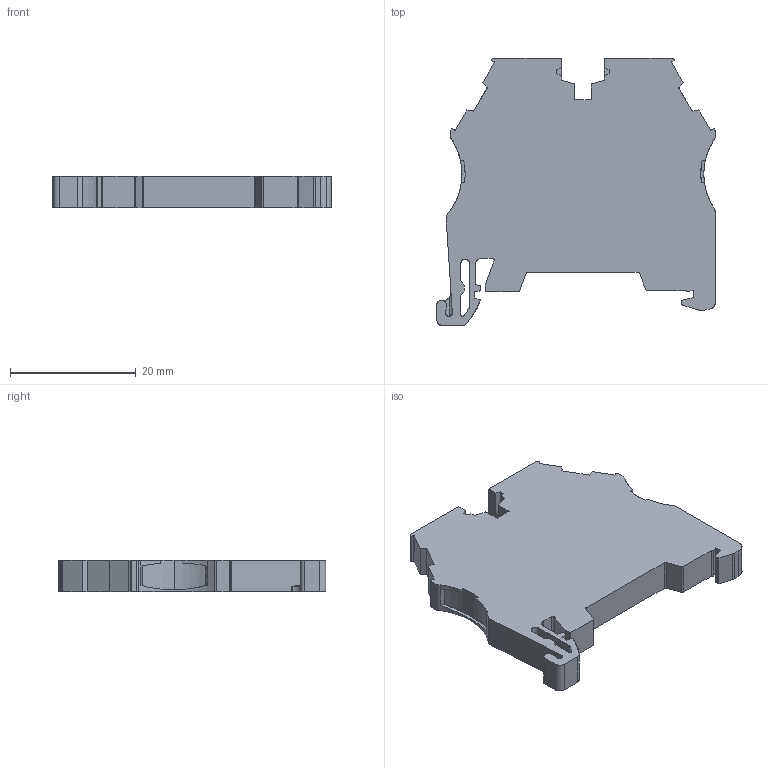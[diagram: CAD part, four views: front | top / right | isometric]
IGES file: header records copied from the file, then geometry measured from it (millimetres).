
Start section: SolidWorks IGES file using analytic representation for surfaces
Global section: file name: 304200_AVK 2,5 RD_GR.IGS; native system: SolidWorks 2015; preprocessor: SolidWorks 2015; author: guveng; date: 150804.124552; units: millimetre
Bounding box: 44.2 x 42.5 x 5 mm (x, y, z)
Surface area: 3925.3 mm2 (no closed solid volume)
Topology: 0 solids, 0 shells, 181 faces, 1880 edges, 2415 vertices
Faces by surface type: bspline 98, revolution 83
